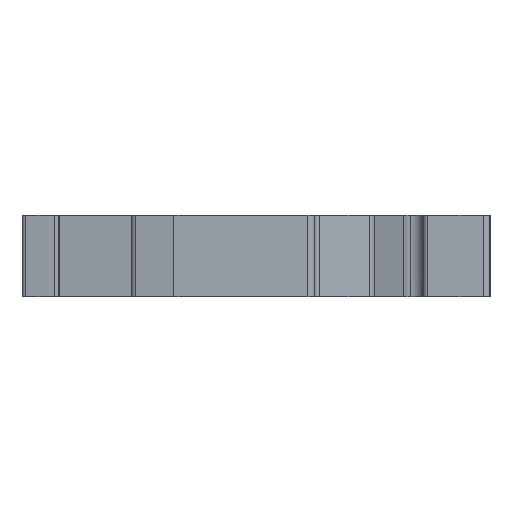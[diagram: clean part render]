
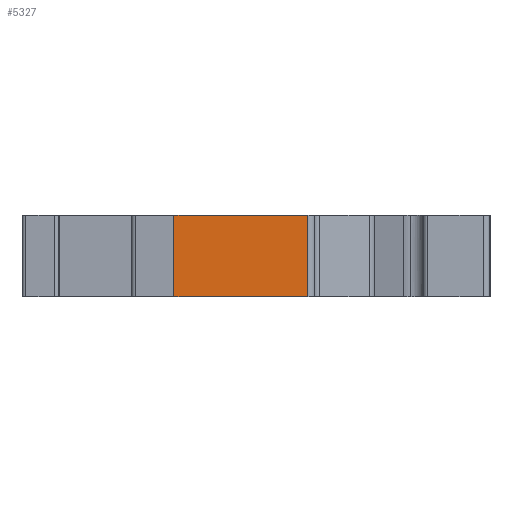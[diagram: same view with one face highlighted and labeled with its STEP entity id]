
A CAD part, left-side view. The second image highlights one B-rep face of the part: STEP entity #5327.
In plain terms, the highlighted planar face has unit normal (-1, 0, 0).
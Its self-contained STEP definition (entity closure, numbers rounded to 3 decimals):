
#1042=DIRECTION('',(0.,0.,1.));
#1043=VECTOR('',#1042,6.1);
#1044=CARTESIAN_POINT('',(-28.,7.7,-3.4));
#1045=LINE('',#1044,#1043);
#1046=DIRECTION('',(0.,1.,0.));
#1047=VECTOR('',#1046,10.07);
#1048=CARTESIAN_POINT('',(-28.,7.7,-3.4));
#1049=LINE('',#1048,#1047);
#1050=DIRECTION('',(0.,-1.,0.));
#1051=VECTOR('',#1050,10.07);
#1052=CARTESIAN_POINT('',(-28.,17.77,2.7));
#1053=LINE('',#1052,#1051);
#1054=DIRECTION('',(0.,0.,-1.));
#1055=VECTOR('',#1054,6.1);
#1056=CARTESIAN_POINT('',(-28.,17.77,2.7));
#1057=LINE('',#1056,#1055);
#3265=CARTESIAN_POINT('',(-28.,17.77,-3.4));
#3266=VERTEX_POINT('',#3265);
#3267=CARTESIAN_POINT('',(-28.,7.7,-3.4));
#3268=VERTEX_POINT('',#3267);
#3556=CARTESIAN_POINT('',(-28.,7.7,2.7));
#3557=VERTEX_POINT('',#3556);
#3558=CARTESIAN_POINT('',(-28.,17.77,2.7));
#3559=VERTEX_POINT('',#3558);
#5315=CARTESIAN_POINT('',(-28.,-6.,-4.01));
#5316=DIRECTION('',(1.,0.,0.));
#5317=DIRECTION('',(0.,1.,0.));
#5318=AXIS2_PLACEMENT_3D('',#5315,#5316,#5317);
#5319=PLANE('',#5318);
#5320=ORIENTED_EDGE('',*,*,#4321,.T.);
#5322=ORIENTED_EDGE('',*,*,#5321,.F.);
#5323=ORIENTED_EDGE('',*,*,#4578,.T.);
#5324=ORIENTED_EDGE('',*,*,#5310,.F.);
#5325=EDGE_LOOP('',(#5320,#5322,#5323,#5324));
#5326=FACE_OUTER_BOUND('',#5325,.F.);
#5327=ADVANCED_FACE('',(#5326),#5319,.F.);
#4321=EDGE_CURVE('',#3268,#3266,#1049,.T.);
#4578=EDGE_CURVE('',#3559,#3557,#1053,.T.);
#5310=EDGE_CURVE('',#3268,#3557,#1045,.T.);
#5321=EDGE_CURVE('',#3559,#3266,#1057,.T.);
